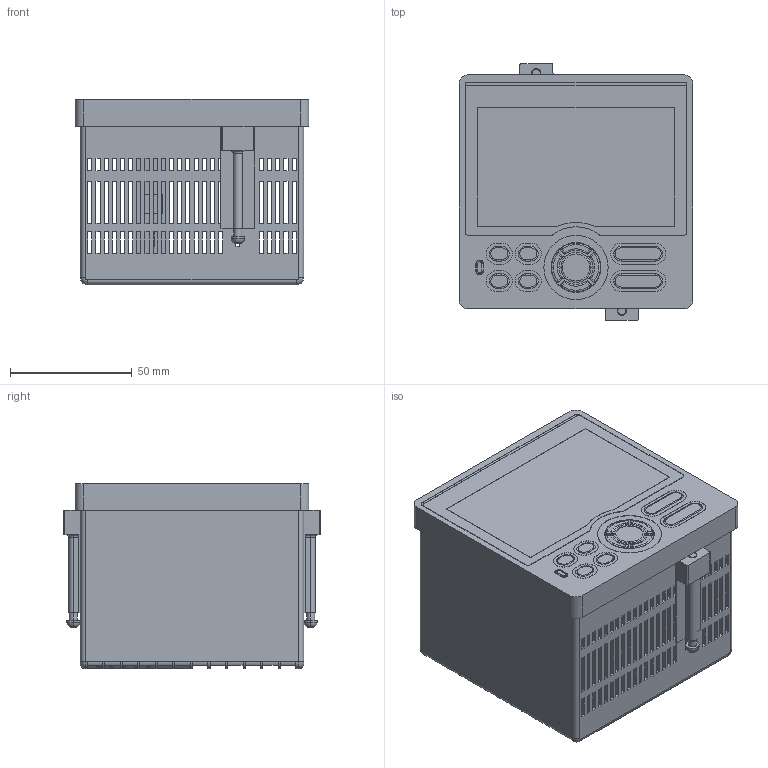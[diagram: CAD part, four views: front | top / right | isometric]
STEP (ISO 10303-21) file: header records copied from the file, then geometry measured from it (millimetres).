
FILE_DESCRIPTION (( 'STEP AP214' ), '1' );
FILE_NAME ('PPC5-1000.STEP', '2019-12-05T01:37:59', ( '' ), ( '' ), 'SwSTEP 2.0', 'SolidWorks 2017', '' );
FILE_SCHEMA (( 'AUTOMOTIVE_DESIGN' ));
Length unit declared in the file: millimetre
Products named in the file (1): PPC5-1000
Bounding box: 96 x 105.2 x 76.2 mm (x, y, z)
Volume: 128403.3 mm3; surface area: 111664.1 mm2
Topology: 2 solids, 2 shells, 2601 faces, 7285 edges, 4792 vertices
Faces by surface type: plane 2017, cylinder 418, torus 150, bspline 16
Entity records: 113770 total; most frequent: CARTESIAN_POINT 20089, ORIENTED_EDGE 14538, DIRECTION 13083, EDGE_CURVE 7269, LINE 5351, VECTOR 5351, VERTEX_POINT 4792, AXIS2_PLACEMENT_3D 3866
